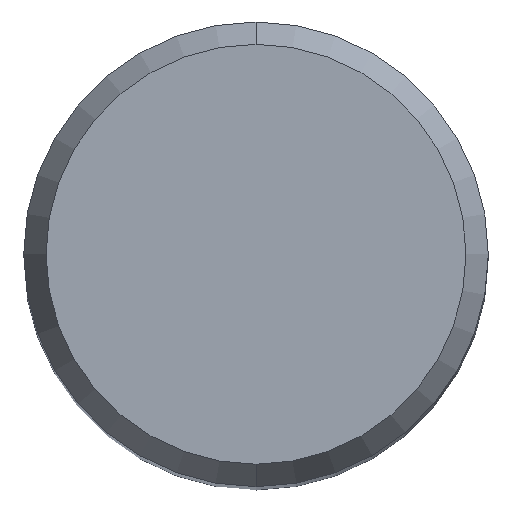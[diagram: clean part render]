
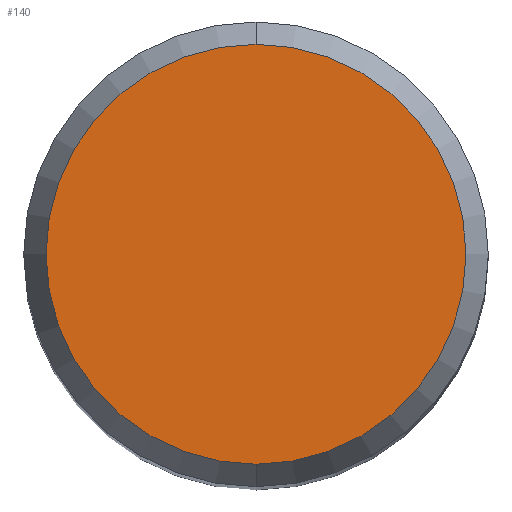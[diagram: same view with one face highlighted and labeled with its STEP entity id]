
A CAD part, top view. The second image highlights one B-rep face of the part: STEP entity #140.
In plain terms, the highlighted planar face has unit normal (0, 0, 1).
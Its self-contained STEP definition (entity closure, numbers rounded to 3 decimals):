
#140=ADVANCED_FACE('',(#313),#314,.T.);
#152=VERTEX_POINT('',#327);
#176=EDGE_CURVE('',#152,#248,#358,.T.);
#216=EDGE_CURVE('',#248,#152,#403,.T.);
#248=VERTEX_POINT('',#442);
#313=FACE_OUTER_BOUND('',#514,.T.);
#314=PLANE('',#515);
#327=CARTESIAN_POINT('',(0.,-4.304,0.01));
#358=CIRCLE('',#568,4.304);
#403=CIRCLE('',#622,4.304);
#442=CARTESIAN_POINT('',(0.0,4.304,0.01));
#514=EDGE_LOOP('',(#715,#716));
#515=AXIS2_PLACEMENT_3D('',#717,#718,#719);
#568=AXIS2_PLACEMENT_3D('',#779,#780,#781);
#622=AXIS2_PLACEMENT_3D('',#836,#837,#838);
#715=ORIENTED_EDGE('',*,*,#216,.F.);
#716=ORIENTED_EDGE('',*,*,#176,.F.);
#717=CARTESIAN_POINT('',(0.0,2.152,0.01));
#718=DIRECTION('',(-0.0,0.0,1.0));
#719=DIRECTION('',(0.0,-1.0,0.0));
#779=CARTESIAN_POINT('',(0.0,0.0,0.01));
#780=DIRECTION('',(0.0,0.0,-1.0));
#781=DIRECTION('',(0.0,1.0,0.0));
#836=CARTESIAN_POINT('',(0.0,0.0,0.01));
#837=DIRECTION('',(0.0,0.0,-1.0));
#838=DIRECTION('',(0.0,1.0,0.0));
